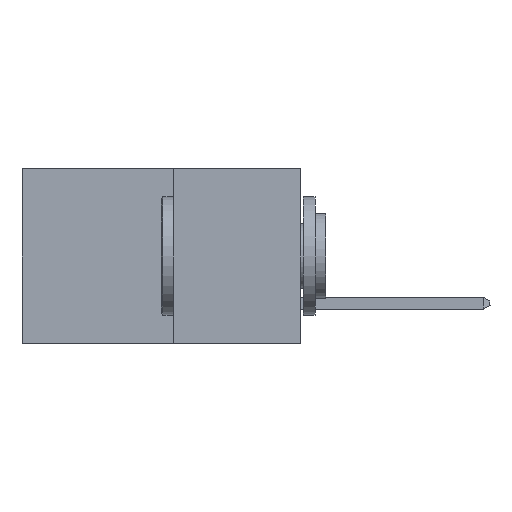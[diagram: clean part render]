
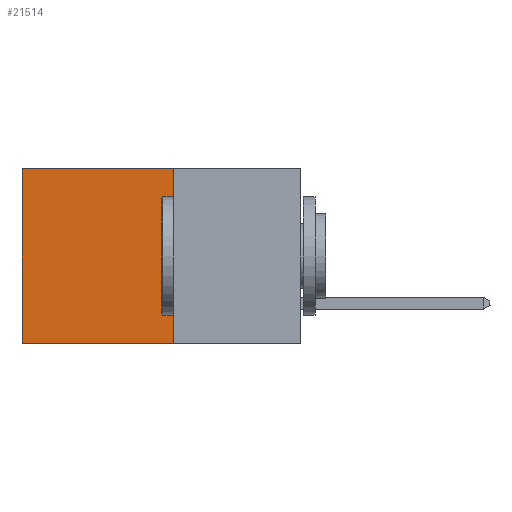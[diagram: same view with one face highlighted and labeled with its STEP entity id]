
A CAD part, left-side view. The second image highlights one B-rep face of the part: STEP entity #21514.
In plain terms, the highlighted planar face has unit normal (-1, 0, 0).
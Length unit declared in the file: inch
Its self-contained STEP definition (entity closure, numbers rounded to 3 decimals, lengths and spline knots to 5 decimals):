
#138 = CARTESIAN_POINT ( 'NONE',  ( 0.277, 0.27, -0.37 ) ) ;
#386 = VERTEX_POINT ( 'NONE', #18898 ) ;
#1211 = FACE_OUTER_BOUND ( 'NONE', #16974, .T. ) ;
#2026 = DIRECTION ( 'NONE',  ( 0., 0., -1. ) ) ;
#2310 = VECTOR ( 'NONE', #16670, 39.37008 ) ;
#3076 = ORIENTED_EDGE ( 'NONE', *, *, #12939, .T. ) ;
#3449 = CARTESIAN_POINT ( 'NONE',  ( 0.277, 0.27, -0.37 ) ) ;
#3724 = EDGE_CURVE ( 'NONE', #9052, #13732, #8999, .T. ) ;
#4498 = VECTOR ( 'NONE', #21491, 39.37008 ) ;
#5023 = EDGE_CURVE ( 'NONE', #13732, #386, #18892, .T. ) ;
#5024 = VECTOR ( 'NONE', #6789, 39.37008 ) ;
#5884 = ORIENTED_EDGE ( 'NONE', *, *, #14581, .T. ) ;
#6789 = DIRECTION ( 'NONE',  ( 0., 1., 0. ) ) ;
#7683 = ORIENTED_EDGE ( 'NONE', *, *, #3724, .F. ) ;
#8263 = CARTESIAN_POINT ( 'NONE',  ( 0.277, 0.27, 0. ) ) ;
#8414 = VECTOR ( 'NONE', #18417, 39.37008 ) ;
#8999 = LINE ( 'NONE', #14348, #8414 ) ;
#9051 = AXIS2_PLACEMENT_3D ( 'NONE', #138, #13013, #2026 ) ;
#9052 = VERTEX_POINT ( 'NONE', #8263 ) ;
#9894 = LINE ( 'NONE', #15899, #5024 ) ;
#12852 = PLANE ( 'NONE',  #9051 ) ;
#12939 = EDGE_CURVE ( 'NONE', #9052, #22545, #9894, .T. ) ;
#13013 = DIRECTION ( 'NONE',  ( 1., 0., 0. ) ) ;
#13732 = VERTEX_POINT ( 'NONE', #3449 ) ;
#14348 = CARTESIAN_POINT ( 'NONE',  ( 0.277, 0.27, -0.37 ) ) ;
#14581 = EDGE_CURVE ( 'NONE', #22545, #386, #16830, .T. ) ;
#14920 = CARTESIAN_POINT ( 'NONE',  ( 0.277, 0.59, -0.37 ) ) ;
#15899 = CARTESIAN_POINT ( 'NONE',  ( 0.277, 0.27, 0. ) ) ;
#16670 = DIRECTION ( 'NONE',  ( 0., 0., -1. ) ) ;
#16830 = LINE ( 'NONE', #14920, #2310 ) ;
#16974 = EDGE_LOOP ( 'NONE', ( #5884, #18064, #7683, #3076 ) ) ;
#18064 = ORIENTED_EDGE ( 'NONE', *, *, #5023, .F. ) ;
#18417 = DIRECTION ( 'NONE',  ( 0., 0., -1. ) ) ;
#18892 = LINE ( 'NONE', #21286, #4498 ) ;
#18898 = CARTESIAN_POINT ( 'NONE',  ( 0.277, 0.59, -0.37 ) ) ;
#21286 = CARTESIAN_POINT ( 'NONE',  ( 0.277, 0.27, -0.37 ) ) ;
#21491 = DIRECTION ( 'NONE',  ( 0., 1., 0. ) ) ;
#21514 = ADVANCED_FACE ( 'NONE', ( #1211 ), #12852, .F. ) ;
#22545 = VERTEX_POINT ( 'NONE', #23166 ) ;
#23166 = CARTESIAN_POINT ( 'NONE',  ( 0.277, 0.59, 0. ) ) ;
